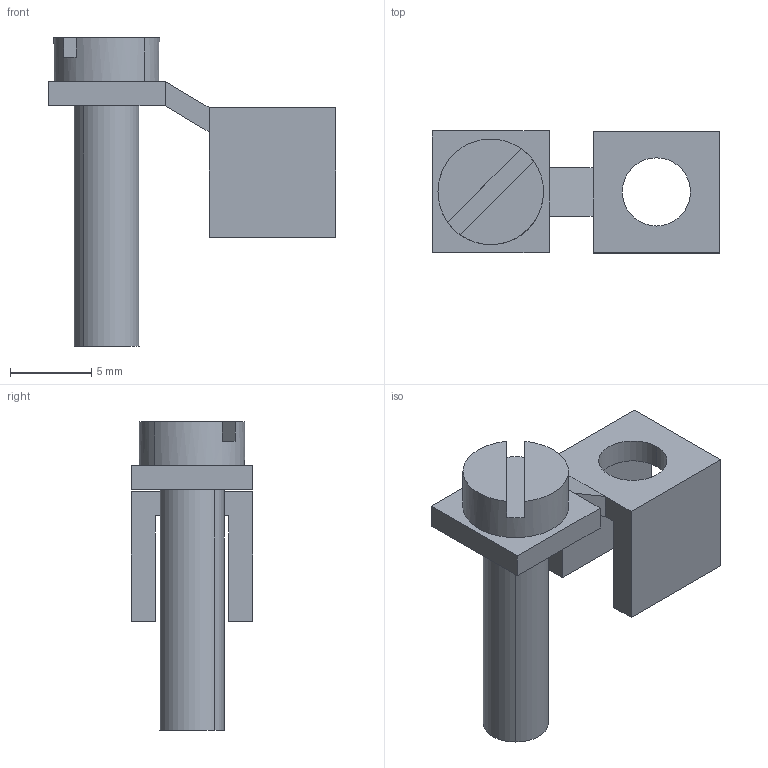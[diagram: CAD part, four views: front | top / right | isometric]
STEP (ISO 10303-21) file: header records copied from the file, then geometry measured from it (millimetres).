
FILE_DESCRIPTION(('Creo Elements/Direct Modeling STEP Export'),'2;1');
FILE_NAME('model.stp','2020-01-23T 0:23:42',(''),(''),'Creo Elements/Direct Modeling STEP processor for AP214 (Solid Model)','Creo Elements/Direct Modeling 20.1A 29-Sep-2018 (C) Parametric Technology GmbH','');
FILE_SCHEMA(('AUTOMOTIVE_DESIGN { 1 0 10303 214 1 1 1 1 }'));
Length unit declared in the file: millimetre
Products named in the file (2): KB_10-select
Assembly tree (1 placements, depth 2):
  KB_10-select
    KB_10-select
Bounding box: 17.7 x 7.5 x 19 mm (x, y, z)
Volume: 579.3 mm3; surface area: 820.7 mm2
Topology: 1 solids, 1 shells, 34 faces, 82 edges, 52 vertices
Faces by surface type: plane 28, cylinder 6
Entity records: 1217 total; most frequent: ORIENTED_EDGE 164, CARTESIAN_POINT 153, DIRECTION 139, EDGE_CURVE 82, VECTOR 63, LINE 63, VERTEX_POINT 52, AXIS2_PLACEMENT_3D 38
